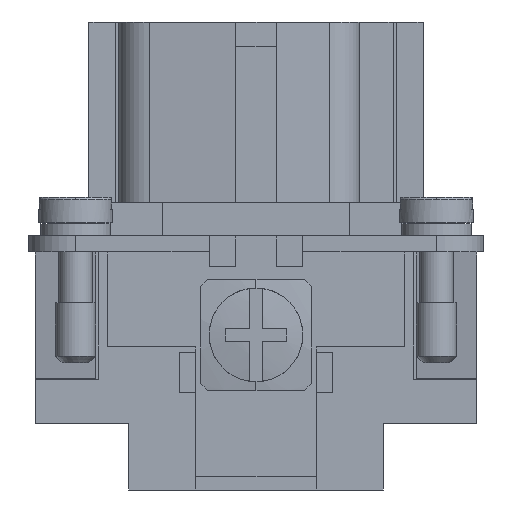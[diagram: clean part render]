
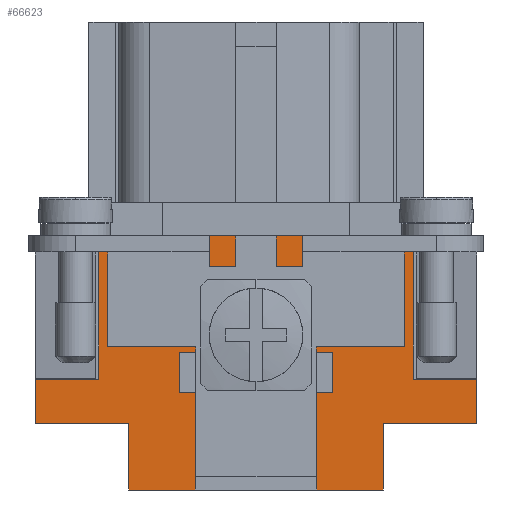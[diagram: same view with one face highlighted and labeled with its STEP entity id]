
A CAD part, left-side view. The second image highlights one B-rep face of the part: STEP entity #66623.
In plain terms, the highlighted planar face has unit normal (-1, 0, 0).
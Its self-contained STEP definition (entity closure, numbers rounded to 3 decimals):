
#55597=CARTESIAN_POINT('',(-45.0,11.75,19.0));
#55598=VERTEX_POINT('',#55597);
#55605=CARTESIAN_POINT('',(-45.0,-11.75,19.0));
#55606=VERTEX_POINT('',#55605);
#55607=CARTESIAN_POINT('',(-45.0,-11.75,19.0));
#55608=DIRECTION('',(0.0,1.0,0.0));
#55609=VECTOR('',#55608,23.5);
#55610=LINE('',#55607,#55609);
#55611=EDGE_CURVE('',#55606,#55598,#55610,.T.);
#60411=CARTESIAN_POINT('',(-45.0,-11.75,8.3));
#60412=VERTEX_POINT('',#60411);
#60421=CARTESIAN_POINT('',(-45.0,-11.75,8.3));
#60422=DIRECTION('',(0.0,0.0,1.0));
#60423=VECTOR('',#60422,10.7);
#60424=LINE('',#60421,#60423);
#60425=EDGE_CURVE('',#60412,#55606,#60424,.T.);
#60435=CARTESIAN_POINT('',(-45.0,-16.5,8.3));
#60436=VERTEX_POINT('',#60435);
#60437=CARTESIAN_POINT('',(-45.0,-16.5,8.3));
#60438=DIRECTION('',(0.0,1.0,0.0));
#60439=VECTOR('',#60438,4.75);
#60440=LINE('',#60437,#60439);
#60441=EDGE_CURVE('',#60436,#60412,#60440,.T.);
#60459=CARTESIAN_POINT('',(-45.0,11.75,8.3));
#60460=VERTEX_POINT('',#60459);
#60469=CARTESIAN_POINT('',(-45.0,11.75,19.0));
#60470=DIRECTION('',(0.0,0.0,-1.0));
#60471=VECTOR('',#60470,10.7);
#60472=LINE('',#60469,#60471);
#60473=EDGE_CURVE('',#55598,#60460,#60472,.T.);
#60515=CARTESIAN_POINT('',(-45.0,16.5,8.3));
#60516=VERTEX_POINT('',#60515);
#60517=CARTESIAN_POINT('',(-45.0,11.75,8.3));
#60518=DIRECTION('',(0.0,1.0,0.0));
#60519=VECTOR('',#60518,4.75);
#60520=LINE('',#60517,#60519);
#60521=EDGE_CURVE('',#60460,#60516,#60520,.T.);
#60652=CARTESIAN_POINT('',(-45.0,16.5,5.0));
#60653=VERTEX_POINT('',#60652);
#60660=CARTESIAN_POINT('',(-45.0,16.5,5.0));
#60661=DIRECTION('',(0.0,0.0,1.0));
#60662=VECTOR('',#60661,3.3);
#60663=LINE('',#60660,#60662);
#60664=EDGE_CURVE('',#60653,#60516,#60663,.T.);
#60813=CARTESIAN_POINT('',(-45.0,-16.5,5.0));
#60814=VERTEX_POINT('',#60813);
#60815=CARTESIAN_POINT('',(-45.0,-16.5,5.0));
#60816=DIRECTION('',(0.0,0.0,1.0));
#60817=VECTOR('',#60816,3.3);
#60818=LINE('',#60815,#60817);
#60819=EDGE_CURVE('',#60814,#60436,#60818,.T.);
#66089=CARTESIAN_POINT('',(-45.0,9.5,0.0));
#66090=VERTEX_POINT('',#66089);
#66097=CARTESIAN_POINT('',(-45.0,9.5,5.0));
#66098=VERTEX_POINT('',#66097);
#66099=CARTESIAN_POINT('',(-45.0,9.5,5.0));
#66100=DIRECTION('',(0.0,0.0,-1.0));
#66101=VECTOR('',#66100,5.0);
#66102=LINE('',#66099,#66101);
#66103=EDGE_CURVE('',#66098,#66090,#66102,.T.);
#66129=CARTESIAN_POINT('',(-45.0,-9.5,5.0));
#66130=VERTEX_POINT('',#66129);
#66137=CARTESIAN_POINT('',(-45.0,-9.5,0.0));
#66138=VERTEX_POINT('',#66137);
#66139=CARTESIAN_POINT('',(-45.0,-9.5,0.0));
#66140=DIRECTION('',(0.0,0.0,1.0));
#66141=VECTOR('',#66140,5.0);
#66142=LINE('',#66139,#66141);
#66143=EDGE_CURVE('',#66138,#66130,#66142,.T.);
#66506=CARTESIAN_POINT('',(-45.0,-9.5,5.0));
#66507=DIRECTION('',(0.0,-1.0,0.0));
#66508=VECTOR('',#66507,7.0);
#66509=LINE('',#66506,#66508);
#66510=EDGE_CURVE('',#66130,#60814,#66509,.T.);
#66557=CARTESIAN_POINT('',(-45.0,16.5,5.0));
#66558=DIRECTION('',(0.0,-1.0,0.0));
#66559=VECTOR('',#66558,7.0);
#66560=LINE('',#66557,#66559);
#66561=EDGE_CURVE('',#60653,#66098,#66560,.T.);
#66567=CARTESIAN_POINT('',(-45.0,-16.5,0.0));
#66568=DIRECTION('',(-1.0,0.0,0.0));
#66569=DIRECTION('',(0.0,0.0,1.0));
#66570=AXIS2_PLACEMENT_3D('',#66567,#66568,#66569);
#66571=PLANE('',#66570);
#66572=ORIENTED_EDGE('',*,*,#60425,.T.);
#66573=ORIENTED_EDGE('',*,*,#55611,.T.);
#66574=ORIENTED_EDGE('',*,*,#60473,.T.);
#66575=ORIENTED_EDGE('',*,*,#60521,.T.);
#66576=ORIENTED_EDGE('',*,*,#60664,.F.);
#66577=ORIENTED_EDGE('',*,*,#66561,.T.);
#66578=ORIENTED_EDGE('',*,*,#66103,.T.);
#66579=CARTESIAN_POINT('',(-45.0,4.55,0.0));
#66580=VERTEX_POINT('',#66579);
#66581=CARTESIAN_POINT('',(-45.0,9.5,0.0));
#66582=DIRECTION('',(0.0,-1.0,0.0));
#66583=VECTOR('',#66582,4.95);
#66584=LINE('',#66581,#66583);
#66585=EDGE_CURVE('',#66090,#66580,#66584,.T.);
#66586=ORIENTED_EDGE('',*,*,#66585,.T.);
#66587=CARTESIAN_POINT('',(-45.0,4.55,3.5));
#66588=VERTEX_POINT('',#66587);
#66589=CARTESIAN_POINT('',(-45.0,4.55,0.0));
#66590=DIRECTION('',(0.0,0.0,1.0));
#66591=VECTOR('',#66590,3.5);
#66592=LINE('',#66589,#66591);
#66593=EDGE_CURVE('',#66580,#66588,#66592,.T.);
#66594=ORIENTED_EDGE('',*,*,#66593,.T.);
#66595=CARTESIAN_POINT('',(-45.0,-4.55,3.5));
#66596=VERTEX_POINT('',#66595);
#66597=CARTESIAN_POINT('',(-45.0,4.55,3.5));
#66598=DIRECTION('',(0.0,-1.0,0.0));
#66599=VECTOR('',#66598,9.1);
#66600=LINE('',#66597,#66599);
#66601=EDGE_CURVE('',#66588,#66596,#66600,.T.);
#66602=ORIENTED_EDGE('',*,*,#66601,.T.);
#66603=CARTESIAN_POINT('',(-45.0,-4.55,0.0));
#66604=VERTEX_POINT('',#66603);
#66605=CARTESIAN_POINT('',(-45.0,-4.55,3.5));
#66606=DIRECTION('',(0.0,0.0,-1.0));
#66607=VECTOR('',#66606,3.5);
#66608=LINE('',#66605,#66607);
#66609=EDGE_CURVE('',#66596,#66604,#66608,.T.);
#66610=ORIENTED_EDGE('',*,*,#66609,.T.);
#66611=CARTESIAN_POINT('',(-45.0,-4.55,0.0));
#66612=DIRECTION('',(0.0,-1.0,0.0));
#66613=VECTOR('',#66612,4.95);
#66614=LINE('',#66611,#66613);
#66615=EDGE_CURVE('',#66604,#66138,#66614,.T.);
#66616=ORIENTED_EDGE('',*,*,#66615,.T.);
#66617=ORIENTED_EDGE('',*,*,#66143,.T.);
#66618=ORIENTED_EDGE('',*,*,#66510,.T.);
#66619=ORIENTED_EDGE('',*,*,#60819,.T.);
#66620=ORIENTED_EDGE('',*,*,#60441,.T.);
#66621=EDGE_LOOP('',(#66572,#66573,#66574,#66575,#66576,#66577,#66578,#66586,#66594,#66602,#66610,#66616,#66617,#66618,#66619,#66620));
#66622=FACE_OUTER_BOUND('',#66621,.T.);
#66623=ADVANCED_FACE('',(#66622),#66571,.T.);
